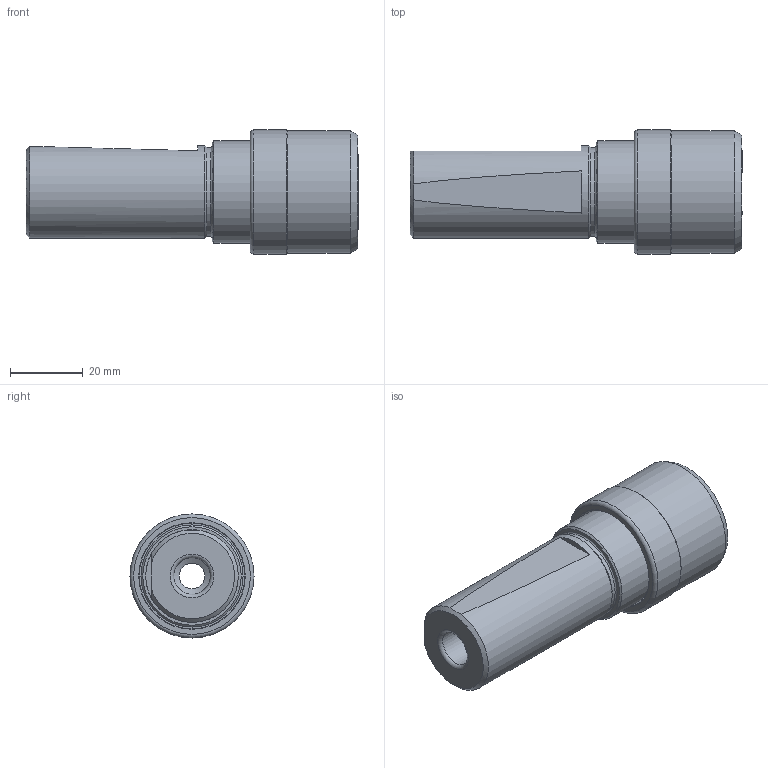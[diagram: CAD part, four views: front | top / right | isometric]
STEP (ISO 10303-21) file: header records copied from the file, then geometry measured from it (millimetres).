
FILE_DESCRIPTION(/* description */ (''),/* implementation_level */ '2;1');
FILE_NAME(/* name */ 'S100-RT1-0158.stp',/* time_stamp */ '2019-08-02T09:33:41-05:00',/* author */ ('ldfli'),/* organization */ (''),/* preprocessor_version */ 'ST-DEVELOPER v18',/* originating_system */ 'Autodesk Inventor LT',/* authorisation */ '');
FILE_SCHEMA (('AUTOMOTIVE_DESIGN { 1 0 10303 214 3 1 1 }'));
Length unit declared in the file: millimetre
Products named in the file (1): S100-RT1-0158
Bounding box: 91 x 34 x 34 mm (x, y, z)
Volume: 42840.6 mm3; surface area: 16992.9 mm2
Topology: 1 solids, 2 shells, 64 faces, 194 edges, 138 vertices
Faces by surface type: plane 20, cone 17, cylinder 17, torus 10
Full cylindrical faces by diameter (mm): 7 x1, 10 x1, 19 x1, 19.4 x1, 24.4 x1, 24.6 x1, 25 x4, 25.4 x1, 28 x2, 28.6 x1, 28.9 x1, 33.5 x1, 34 x1
Entity records: 2375 total; most frequent: CARTESIAN_POINT 447, DIRECTION 444, ORIENTED_EDGE 388, AXIS2_PLACEMENT_3D 196, EDGE_CURVE 194, VERTEX_POINT 138, CIRCLE 128, EDGE_LOOP 72
